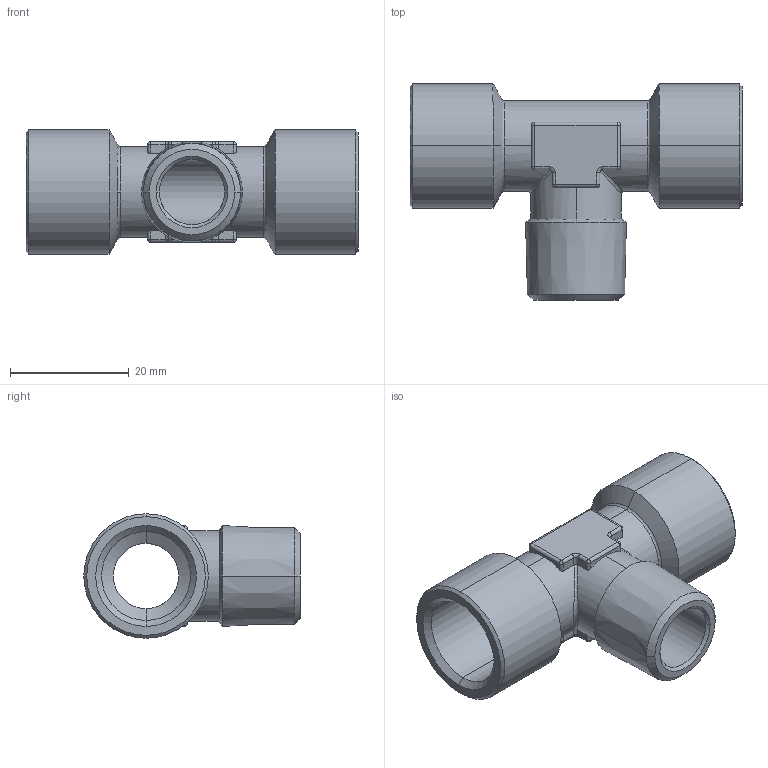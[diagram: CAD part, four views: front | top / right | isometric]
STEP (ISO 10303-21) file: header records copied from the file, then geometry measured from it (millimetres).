
FILE_DESCRIPTION (( 'STEP AP203' ), '1' );
FILE_NAME ('05140003.STEP', '2010-09-13T09:40:28', ( 'Flavio' ), ( '' ), 'SwSTEP 2.0', 'SolidWorks 2009', '' );
FILE_SCHEMA (( 'CONFIG_CONTROL_DESIGN' ));
Length unit declared in the file: millimetre
Products named in the file (1): 05140003
Bounding box: 56 x 36.5 x 21 mm (x, y, z)
Volume: 9990.7 mm3; surface area: 7717.5 mm2
Topology: 1 solids, 1 shells, 117 faces, 284 edges, 156 vertices
Faces by surface type: cylinder 50, cone 24, plane 21, sphere 12, torus 8, bspline 2
Entity records: 3775 total; most frequent: CARTESIAN_POINT 1034, DIRECTION 594, ORIENTED_EDGE 544, EDGE_CURVE 272, AXIS2_PLACEMENT_3D 238, VERTEX_POINT 156, CIRCLE 122, EDGE_LOOP 120
